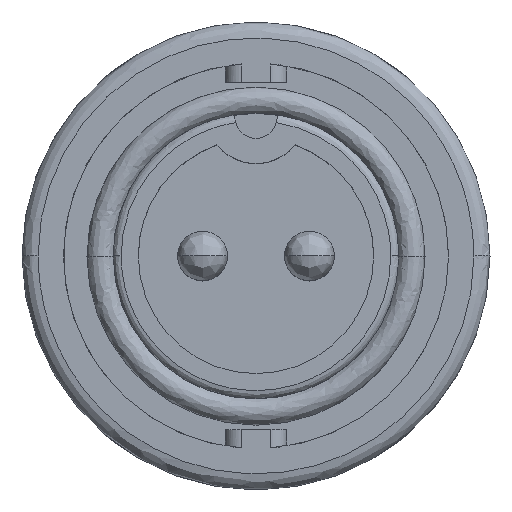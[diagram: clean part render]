
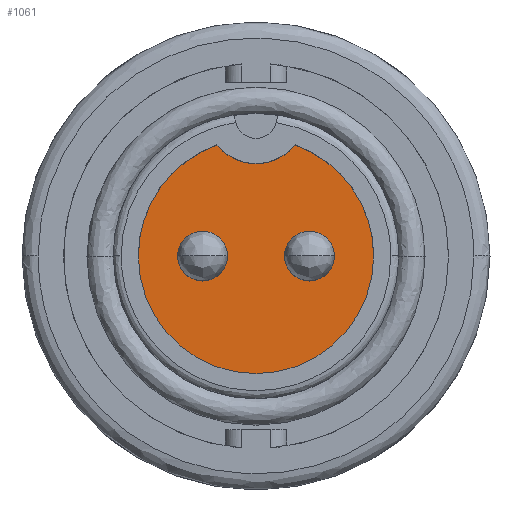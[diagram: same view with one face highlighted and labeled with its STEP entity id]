
A CAD part, top view. The second image highlights one B-rep face of the part: STEP entity #1061.
In plain terms, the highlighted planar face has unit normal (0, 0, 1).
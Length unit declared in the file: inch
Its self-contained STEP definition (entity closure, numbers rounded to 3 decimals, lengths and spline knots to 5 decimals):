
#29 = AXIS2_PLACEMENT_3D ( 'NONE', #12390, #4534, #13684 ) ;
#144 = CIRCLE ( 'NONE', #29, 0.0465 ) ;
#564 = ORIENTED_EDGE ( 'NONE', *, *, #2655, .T. ) ;
#647 = ORIENTED_EDGE ( 'NONE', *, *, #2676, .T. ) ;
#895 = AXIS2_PLACEMENT_3D ( 'NONE', #7381, #16554, #8735 ) ;
#1061 = ADVANCED_FACE ( 'NONE', ( #11058, #7987, #14523 ), #13233, .T. ) ;
#1114 = AXIS2_PLACEMENT_3D ( 'NONE', #3218, #12382, #4525 ) ;
#1408 = CARTESIAN_POINT ( 'NONE',  ( 0.22, 0., -0.24042 ) ) ;
#1605 = DIRECTION ( 'NONE',  ( 0., 0., 1. ) ) ;
#1693 = EDGE_LOOP ( 'NONE', ( #14513, #564 ) ) ;
#2273 = CARTESIAN_POINT ( 'NONE',  ( -0.1465, 0., -0.24042 ) ) ;
#2434 = AXIS2_PLACEMENT_3D ( 'NONE', #15457, #11167, #3317 ) ;
#2539 = CARTESIAN_POINT ( 'NONE',  ( 0.1465, 0., -0.24042 ) ) ;
#2655 = EDGE_CURVE ( 'NONE', #14350, #5640, #2664, .T. ) ;
#2664 = CIRCLE ( 'NONE', #10972, 0.0465 ) ;
#2676 = EDGE_CURVE ( 'NONE', #14903, #14101, #8840, .T. ) ;
#2690 = CIRCLE ( 'NONE', #2434, 0.22 ) ;
#2722 = ORIENTED_EDGE ( 'NONE', *, *, #5413, .T. ) ;
#3218 = CARTESIAN_POINT ( 'NONE',  ( 0.1, 0., -0.24042 ) ) ;
#3317 = DIRECTION ( 'NONE',  ( 1., 0., 0. ) ) ;
#3596 = AXIS2_PLACEMENT_3D ( 'NONE', #4086, #15888, #8051 ) ;
#3697 = DIRECTION ( 'NONE',  ( 0., 0., -1. ) ) ;
#3815 = CARTESIAN_POINT ( 'NONE',  ( 0., 0., -0.24042 ) ) ;
#3978 = EDGE_CURVE ( 'NONE', #5640, #14350, #14509, .T. ) ;
#4086 = CARTESIAN_POINT ( 'NONE',  ( 0., 0.13338, -0.24042 ) ) ;
#4210 = VERTEX_POINT ( 'NONE', #15684 ) ;
#4525 = DIRECTION ( 'NONE',  ( -1., 0., 0. ) ) ;
#4534 = DIRECTION ( 'NONE',  ( 0., 0., -1. ) ) ;
#4964 = CARTESIAN_POINT ( 'NONE',  ( 0.0535, 0., -0.24042 ) ) ;
#5127 = DIRECTION ( 'NONE',  ( 1., 0., 0. ) ) ;
#5413 = EDGE_CURVE ( 'NONE', #11607, #4210, #144, .T. ) ;
#5640 = VERTEX_POINT ( 'NONE', #4964 ) ;
#6235 = AXIS2_PLACEMENT_3D ( 'NONE', #14385, #6538, #15720 ) ;
#6538 = DIRECTION ( 'NONE',  ( 0., 0., -1. ) ) ;
#6971 = CIRCLE ( 'NONE', #6235, 0.0465 ) ;
#7168 = ORIENTED_EDGE ( 'NONE', *, *, #8153, .T. ) ;
#7381 = CARTESIAN_POINT ( 'NONE',  ( 0., 0.26676, -0.24042 ) ) ;
#7459 = AXIS2_PLACEMENT_3D ( 'NONE', #3815, #12960, #5127 ) ;
#7987 = FACE_OUTER_BOUND ( 'NONE', #9509, .T. ) ;
#8051 = DIRECTION ( 'NONE',  ( 1., 0., 0. ) ) ;
#8153 = EDGE_CURVE ( 'NONE', #16959, #14903, #11181, .T. ) ;
#8197 = AXIS2_PLACEMENT_3D ( 'NONE', #9464, #1605, #10765 ) ;
#8735 = DIRECTION ( 'NONE',  ( 1., 0., 0. ) ) ;
#8840 = CIRCLE ( 'NONE', #7459, 0.22 ) ;
#9464 = CARTESIAN_POINT ( 'NONE',  ( 0., 0., -0.24042 ) ) ;
#9509 = EDGE_LOOP ( 'NONE', ( #7168, #647, #13283, #16641 ) ) ;
#9514 = CIRCLE ( 'NONE', #895, 0.094 ) ;
#9968 = VERTEX_POINT ( 'NONE', #15826 ) ;
#10765 = DIRECTION ( 'NONE',  ( 1., 0., 0. ) ) ;
#10972 = AXIS2_PLACEMENT_3D ( 'NONE', #11555, #3697, #12836 ) ;
#11058 = FACE_BOUND ( 'NONE', #1693, .T. ) ;
#11167 = DIRECTION ( 'NONE',  ( 0., 0., 1. ) ) ;
#11181 = CIRCLE ( 'NONE', #8197, 0.22 ) ;
#11555 = CARTESIAN_POINT ( 'NONE',  ( 0.1, 0., -0.24042 ) ) ;
#11607 = VERTEX_POINT ( 'NONE', #2273 ) ;
#11838 = CARTESIAN_POINT ( 'NONE',  ( -0.073, 0.20754, -0.24042 ) ) ;
#11900 = EDGE_CURVE ( 'NONE', #16959, #9968, #9514, .T. ) ;
#12382 = DIRECTION ( 'NONE',  ( 0., 0., -1. ) ) ;
#12390 = CARTESIAN_POINT ( 'NONE',  ( -0.1, 0., -0.24042 ) ) ;
#12836 = DIRECTION ( 'NONE',  ( -1., 0., 0. ) ) ;
#12960 = DIRECTION ( 'NONE',  ( 0., 0., 1. ) ) ;
#13233 = PLANE ( 'NONE',  #3596 ) ;
#13268 = EDGE_CURVE ( 'NONE', #4210, #11607, #6971, .T. ) ;
#13283 = ORIENTED_EDGE ( 'NONE', *, *, #13392, .T. ) ;
#13392 = EDGE_CURVE ( 'NONE', #14101, #9968, #2690, .T. ) ;
#13474 = CARTESIAN_POINT ( 'NONE',  ( -0.22, 0., -0.24042 ) ) ;
#13684 = DIRECTION ( 'NONE',  ( -1., 0., 0. ) ) ;
#14101 = VERTEX_POINT ( 'NONE', #1408 ) ;
#14350 = VERTEX_POINT ( 'NONE', #2539 ) ;
#14385 = CARTESIAN_POINT ( 'NONE',  ( -0.1, 0., -0.24042 ) ) ;
#14509 = CIRCLE ( 'NONE', #1114, 0.0465 ) ;
#14513 = ORIENTED_EDGE ( 'NONE', *, *, #3978, .T. ) ;
#14523 = FACE_BOUND ( 'NONE', #16418, .T. ) ;
#14903 = VERTEX_POINT ( 'NONE', #13474 ) ;
#15046 = ORIENTED_EDGE ( 'NONE', *, *, #13268, .T. ) ;
#15457 = CARTESIAN_POINT ( 'NONE',  ( 0., 0., -0.24042 ) ) ;
#15684 = CARTESIAN_POINT ( 'NONE',  ( -0.0535, 0., -0.24042 ) ) ;
#15720 = DIRECTION ( 'NONE',  ( -1., 0., 0. ) ) ;
#15826 = CARTESIAN_POINT ( 'NONE',  ( 0.073, 0.20754, -0.24042 ) ) ;
#15888 = DIRECTION ( 'NONE',  ( 0., 0., 1. ) ) ;
#16418 = EDGE_LOOP ( 'NONE', ( #2722, #15046 ) ) ;
#16554 = DIRECTION ( 'NONE',  ( 0., 0., 1. ) ) ;
#16641 = ORIENTED_EDGE ( 'NONE', *, *, #11900, .F. ) ;
#16959 = VERTEX_POINT ( 'NONE', #11838 ) ;
